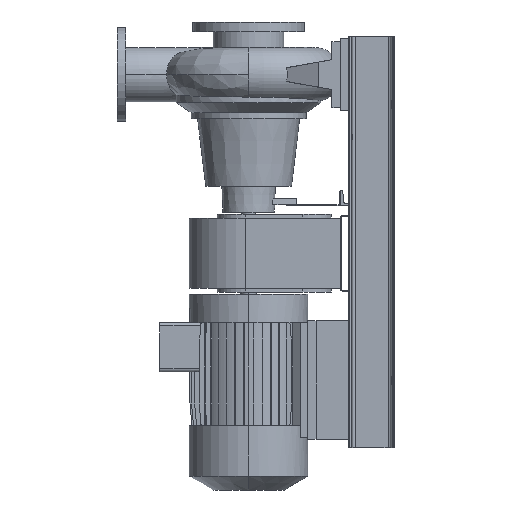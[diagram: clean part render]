
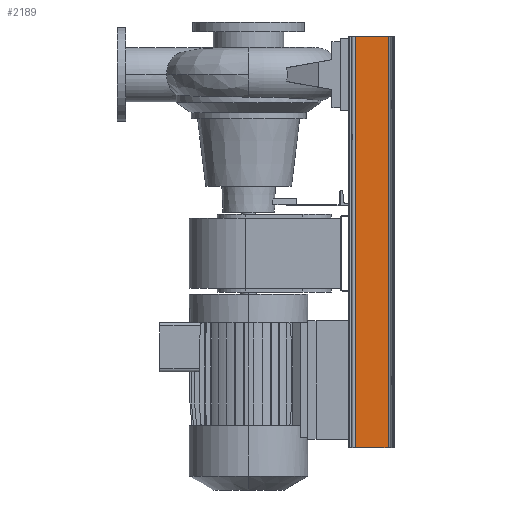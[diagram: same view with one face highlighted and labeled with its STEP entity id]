
A CAD part, left-side view. The second image highlights one B-rep face of the part: STEP entity #2189.
In plain terms, the highlighted face is planar.
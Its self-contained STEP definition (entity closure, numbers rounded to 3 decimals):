
#543 = DIRECTION ( 'NONE',  ( -1., 0., 0. ) ) ;
#762 = ORIENTED_EDGE ( 'NONE', *, *, #1817, .F. ) ;
#1681 = CARTESIAN_POINT ( 'NONE',  ( -625., 118.922, -187. ) ) ;
#1817 = EDGE_CURVE ( 'NONE', #4921, #21262, #2288, .T. ) ;
#2189 = ADVANCED_FACE ( 'NONE', ( #13083 ), #14887, .F. ) ;
#2288 = LINE ( 'NONE', #13707, #15480 ) ;
#3679 = VECTOR ( 'NONE', #4381, 1000. ) ;
#4381 = DIRECTION ( 'NONE',  ( 0., 1., 0. ) ) ;
#4921 = VERTEX_POINT ( 'NONE', #9848 ) ;
#5350 = VECTOR ( 'NONE', #11264, 1000. ) ;
#7393 = EDGE_LOOP ( 'NONE', ( #21378, #9601, #762, #12863 ) ) ;
#7535 = EDGE_CURVE ( 'NONE', #4921, #7766, #17434, .T. ) ;
#7766 = VERTEX_POINT ( 'NONE', #14737 ) ;
#8095 = LINE ( 'NONE', #20499, #5350 ) ;
#8652 = VERTEX_POINT ( 'NONE', #1681 ) ;
#9423 = DIRECTION ( 'NONE',  ( 0., 0., 1. ) ) ;
#9601 = ORIENTED_EDGE ( 'NONE', *, *, #16496, .F. ) ;
#9728 = LINE ( 'NONE', #19199, #3679 ) ;
#9848 = CARTESIAN_POINT ( 'NONE',  ( 625., 21.078, -187. ) ) ;
#11264 = DIRECTION ( 'NONE',  ( -1., 0., 0. ) ) ;
#11761 = DIRECTION ( 'NONE',  ( 0., 1., 0. ) ) ;
#12851 = CARTESIAN_POINT ( 'NONE',  ( 625., 118.922, -187. ) ) ;
#12863 = ORIENTED_EDGE ( 'NONE', *, *, #7535, .T. ) ;
#13083 = FACE_OUTER_BOUND ( 'NONE', #7393, .T. ) ;
#13707 = CARTESIAN_POINT ( 'NONE',  ( 625., 118.922, -187. ) ) ;
#14737 = CARTESIAN_POINT ( 'NONE',  ( -625., 21.078, -187. ) ) ;
#14887 = PLANE ( 'NONE',  #21305 ) ;
#15480 = VECTOR ( 'NONE', #11761, 1000. ) ;
#16496 = EDGE_CURVE ( 'NONE', #21262, #8652, #8095, .T. ) ;
#17310 = CARTESIAN_POINT ( 'NONE',  ( 625., 21.078, -187. ) ) ;
#17434 = LINE ( 'NONE', #17310, #22973 ) ;
#19199 = CARTESIAN_POINT ( 'NONE',  ( -625., 118.922, -187. ) ) ;
#20492 = DIRECTION ( 'NONE',  ( 1., 0., 0. ) ) ;
#20499 = CARTESIAN_POINT ( 'NONE',  ( 625., 118.922, -187. ) ) ;
#20737 = EDGE_CURVE ( 'NONE', #7766, #8652, #9728, .T. ) ;
#21262 = VERTEX_POINT ( 'NONE', #24003 ) ;
#21305 = AXIS2_PLACEMENT_3D ( 'NONE', #12851, #9423, #20492 ) ;
#21378 = ORIENTED_EDGE ( 'NONE', *, *, #20737, .T. ) ;
#22973 = VECTOR ( 'NONE', #543, 1000. ) ;
#24003 = CARTESIAN_POINT ( 'NONE',  ( 625., 118.922, -187. ) ) ;
